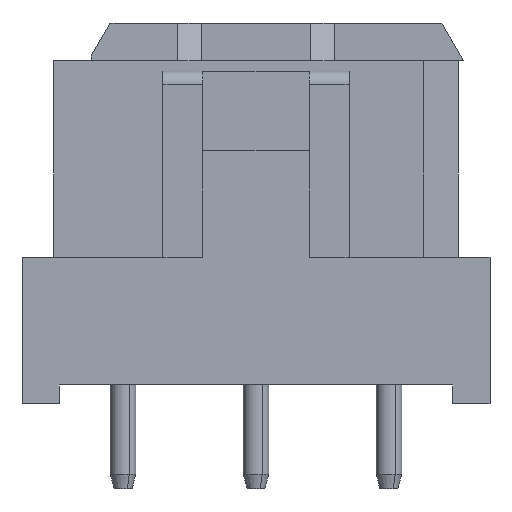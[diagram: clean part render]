
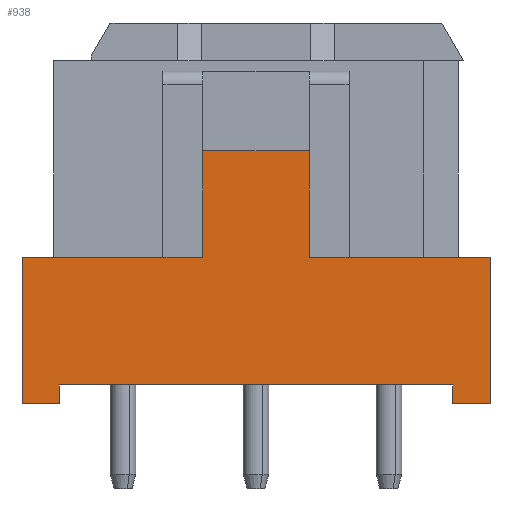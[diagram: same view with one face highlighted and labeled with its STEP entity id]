
A CAD part, front view. The second image highlights one B-rep face of the part: STEP entity #938.
In plain terms, the highlighted planar face has unit normal (0, -1, 0).
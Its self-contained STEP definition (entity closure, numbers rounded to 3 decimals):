
#840=AXIS2_PLACEMENT_3D('Plane Axis2P3D',#837,#838,#839) ;
#513=CARTESIAN_POINT('Vertex',(0.,1.5,8.7)) ;
#516=CARTESIAN_POINT('Line Origine',(2.65,1.5,8.7)) ;
#520=CARTESIAN_POINT('Vertex',(5.3,1.5,8.7)) ;
#585=CARTESIAN_POINT('Line Origine',(14.95,1.5,8.7)) ;
#589=CARTESIAN_POINT('Vertex',(12.3,1.5,8.7)) ;
#591=CARTESIAN_POINT('Vertex',(17.6,1.5,8.7)) ;
#837=CARTESIAN_POINT('Axis2P3D Location',(0.,1.5,0.)) ;
#842=CARTESIAN_POINT('Line Origine',(16.9,1.5,3.2)) ;
#846=CARTESIAN_POINT('Vertex',(16.2,1.5,3.2)) ;
#848=CARTESIAN_POINT('Vertex',(17.6,1.5,3.2)) ;
#851=CARTESIAN_POINT('Line Origine',(17.6,1.5,5.95)) ;
#856=CARTESIAN_POINT('Line Origine',(11.55,1.5,8.7)) ;
#860=CARTESIAN_POINT('Vertex',(10.8,1.5,8.7)) ;
#863=CARTESIAN_POINT('Line Origine',(10.8,1.5,10.931)) ;
#867=CARTESIAN_POINT('Vertex',(10.8,1.5,13.162)) ;
#870=CARTESIAN_POINT('Line Origine',(8.8,1.5,13.162)) ;
#874=CARTESIAN_POINT('Vertex',(6.8,1.5,13.162)) ;
#877=CARTESIAN_POINT('Line Origine',(6.8,1.5,10.931)) ;
#881=CARTESIAN_POINT('Vertex',(6.8,1.5,8.7)) ;
#884=CARTESIAN_POINT('Line Origine',(6.05,1.5,8.7)) ;
#889=CARTESIAN_POINT('Line Origine',(0.,1.5,5.95)) ;
#893=CARTESIAN_POINT('Vertex',(0.,1.5,3.2)) ;
#896=CARTESIAN_POINT('Line Origine',(0.7,1.5,3.2)) ;
#900=CARTESIAN_POINT('Vertex',(1.4,1.5,3.2)) ;
#903=CARTESIAN_POINT('Line Origine',(1.4,1.5,3.55)) ;
#907=CARTESIAN_POINT('Vertex',(1.4,1.5,3.9)) ;
#910=CARTESIAN_POINT('Line Origine',(8.8,1.5,3.9)) ;
#914=CARTESIAN_POINT('Vertex',(16.2,1.5,3.9)) ;
#917=CARTESIAN_POINT('Line Origine',(16.2,1.5,3.55)) ;
#517=DIRECTION('Vector Direction',(1.,0.,0.)) ;
#586=DIRECTION('Vector Direction',(1.,0.,0.)) ;
#838=DIRECTION('Axis2P3D Direction',(0.,-1.,0.)) ;
#839=DIRECTION('Axis2P3D XDirection',(1.,0.,0.)) ;
#843=DIRECTION('Vector Direction',(1.,0.,0.)) ;
#852=DIRECTION('Vector Direction',(0.,0.,1.)) ;
#857=DIRECTION('Vector Direction',(1.,0.,0.)) ;
#864=DIRECTION('Vector Direction',(0.,0.,1.)) ;
#871=DIRECTION('Vector Direction',(1.,0.,0.)) ;
#878=DIRECTION('Vector Direction',(0.,0.,1.)) ;
#885=DIRECTION('Vector Direction',(1.,0.,0.)) ;
#890=DIRECTION('Vector Direction',(0.,0.,1.)) ;
#897=DIRECTION('Vector Direction',(1.,0.,0.)) ;
#904=DIRECTION('Vector Direction',(0.,0.,1.)) ;
#911=DIRECTION('Vector Direction',(-1.,0.,0.)) ;
#918=DIRECTION('Vector Direction',(0.,0.,1.)) ;
#518=VECTOR('Line Direction',#517,1.) ;
#587=VECTOR('Line Direction',#586,1.) ;
#844=VECTOR('Line Direction',#843,1.) ;
#853=VECTOR('Line Direction',#852,1.) ;
#858=VECTOR('Line Direction',#857,1.) ;
#865=VECTOR('Line Direction',#864,1.) ;
#872=VECTOR('Line Direction',#871,1.) ;
#879=VECTOR('Line Direction',#878,1.) ;
#886=VECTOR('Line Direction',#885,1.) ;
#891=VECTOR('Line Direction',#890,1.) ;
#898=VECTOR('Line Direction',#897,1.) ;
#905=VECTOR('Line Direction',#904,1.) ;
#912=VECTOR('Line Direction',#911,1.) ;
#919=VECTOR('Line Direction',#918,1.) ;
#923=ORIENTED_EDGE('',*,*,#850,.T.) ;
#924=ORIENTED_EDGE('',*,*,#855,.T.) ;
#925=ORIENTED_EDGE('',*,*,#593,.F.) ;
#926=ORIENTED_EDGE('',*,*,#862,.F.) ;
#927=ORIENTED_EDGE('',*,*,#869,.F.) ;
#928=ORIENTED_EDGE('',*,*,#876,.F.) ;
#929=ORIENTED_EDGE('',*,*,#883,.T.) ;
#930=ORIENTED_EDGE('',*,*,#888,.F.) ;
#931=ORIENTED_EDGE('',*,*,#522,.F.) ;
#932=ORIENTED_EDGE('',*,*,#895,.F.) ;
#933=ORIENTED_EDGE('',*,*,#902,.T.) ;
#934=ORIENTED_EDGE('',*,*,#909,.T.) ;
#935=ORIENTED_EDGE('',*,*,#916,.F.) ;
#936=ORIENTED_EDGE('',*,*,#921,.F.) ;
#938=ADVANCED_FACE('Hauptkoerper',(#937),#841,.T.) ;
#522=EDGE_CURVE('',#514,#521,#519,.T.) ;
#593=EDGE_CURVE('',#590,#592,#588,.T.) ;
#850=EDGE_CURVE('',#847,#849,#845,.T.) ;
#855=EDGE_CURVE('',#849,#592,#854,.T.) ;
#862=EDGE_CURVE('',#861,#590,#859,.T.) ;
#869=EDGE_CURVE('',#868,#861,#866,.F.) ;
#876=EDGE_CURVE('',#875,#868,#873,.T.) ;
#883=EDGE_CURVE('',#875,#882,#880,.F.) ;
#888=EDGE_CURVE('',#521,#882,#887,.T.) ;
#895=EDGE_CURVE('',#894,#514,#892,.T.) ;
#902=EDGE_CURVE('',#894,#901,#899,.T.) ;
#909=EDGE_CURVE('',#901,#908,#906,.T.) ;
#916=EDGE_CURVE('',#915,#908,#913,.T.) ;
#921=EDGE_CURVE('',#847,#915,#920,.T.) ;
#922=EDGE_LOOP('',(#923,#924,#925,#926,#927,#928,#929,#930,#931,#932,#933,#934,#935,#936)) ;
#937=FACE_OUTER_BOUND('',#922,.T.) ;
#519=LINE('Line',#516,#518) ;
#588=LINE('Line',#585,#587) ;
#845=LINE('Line',#842,#844) ;
#854=LINE('Line',#851,#853) ;
#859=LINE('Line',#856,#858) ;
#866=LINE('Line',#863,#865) ;
#873=LINE('Line',#870,#872) ;
#880=LINE('Line',#877,#879) ;
#887=LINE('Line',#884,#886) ;
#892=LINE('Line',#889,#891) ;
#899=LINE('Line',#896,#898) ;
#906=LINE('Line',#903,#905) ;
#913=LINE('Line',#910,#912) ;
#920=LINE('Line',#917,#919) ;
#841=PLANE('',#840) ;
#514=VERTEX_POINT('',#513) ;
#521=VERTEX_POINT('',#520) ;
#590=VERTEX_POINT('',#589) ;
#592=VERTEX_POINT('',#591) ;
#847=VERTEX_POINT('',#846) ;
#849=VERTEX_POINT('',#848) ;
#861=VERTEX_POINT('',#860) ;
#868=VERTEX_POINT('',#867) ;
#875=VERTEX_POINT('',#874) ;
#882=VERTEX_POINT('',#881) ;
#894=VERTEX_POINT('',#893) ;
#901=VERTEX_POINT('',#900) ;
#908=VERTEX_POINT('',#907) ;
#915=VERTEX_POINT('',#914) ;
